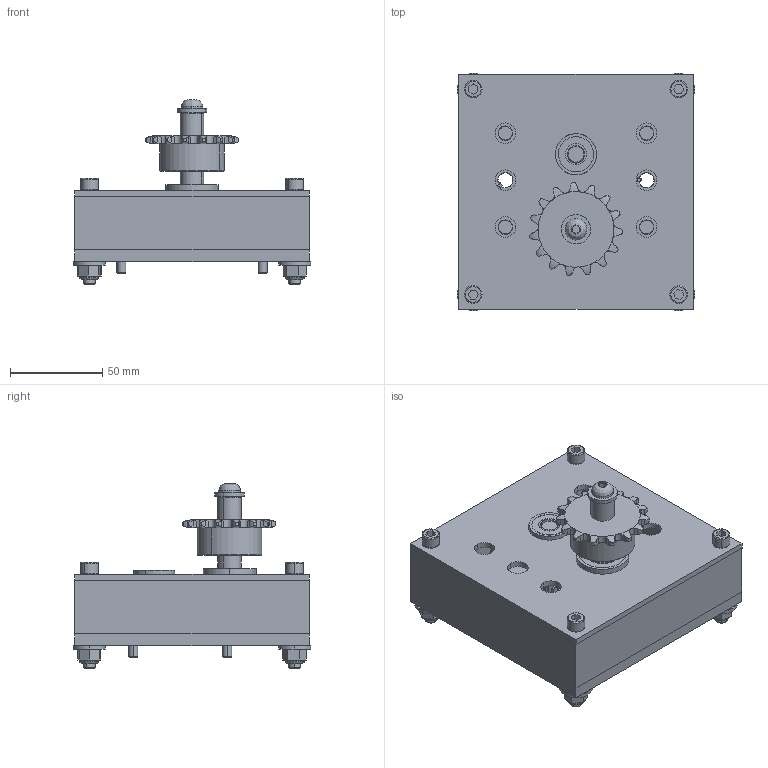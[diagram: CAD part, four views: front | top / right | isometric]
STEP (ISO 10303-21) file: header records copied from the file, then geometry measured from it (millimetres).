
FILE_DESCRIPTION((''),'2;1');
FILE_NAME('AM-0145.stp','2008-01-06T14:23:04',('Owner'),(''),'Autodesk Inventor (R) 6.0','Autodesk Inventor (R) 6.0','');
FILE_SCHEMA(('AUTOMOTIVE_DESIGN { 1 0 10303 214 1 1 1 1 }'));
Length unit declared in the file: inch
Products named in the file (22): AM-0145 Toughbox; AM-0145 Enclosure; AM-0145 Mount Plate; AM-0145 Shaft Plate; AM-0145 Small Hex Shaft; AM-0145 Output Shaft; AM-0145 Small Cluster Gear 14T; AM-0145 Large Output Gear 50T; AM-0145 Large Cluster Gear 50T; 0932x0750_roll_pin; brf-08; brf-06; 125x124x400_key; 14-20 nylock nut; 14-20x2000_shcs; AM-0034 CIM Gear 14T; 2mmx2mmx14mm_key; 14-20x0500_bhcs; Washer 0250; Output Sprocket 15T; Washer 0313; 10-32x0500 shcs
Assembly tree (37 placements, depth 2):
  AM-0145 Toughbox
    AM-0145 Enclosure
    AM-0145 Mount Plate
    AM-0145 Shaft Plate
    AM-0145 Small Hex Shaft
    AM-0145 Output Shaft
    AM-0145 Small Cluster Gear 14T
    AM-0145 Large Output Gear 50T
    AM-0145 Large Cluster Gear 50T
    0932x0750_roll_pin
    brf-08
    brf-06  x3
    125x124x400_key
    14-20 nylock nut  x4
    14-20x2000_shcs  x4
    AM-0034 CIM Gear 14T  x2
    2mmx2mmx14mm_key  x2
    14-20x0500_bhcs
    Washer 0250
    Output Sprocket 15T
    Washer 0313  x4
    10-32x0500 shcs  x4
Bounding box: 128.6 x 128.6 x 99.89 mm (x, y, z)
Volume: 326073.8 mm3; surface area: 159314.6 mm2
Topology: 37 solids, 37 shells, 1927 faces, 5324 edges, 3489 vertices
Faces by surface type: cylinder 1161, cone 360, plane 264, bspline 62, torus 56, sphere 24
Entity records: 55467 total; most frequent: CARTESIAN_POINT 13320, DIRECTION 9154, ORIENTED_EDGE 8908, EDGE_CURVE 4454, AXIS2_PLACEMENT_3D 3918, VERTEX_POINT 2947, CIRCLE 2347, EDGE_LOOP 1667
